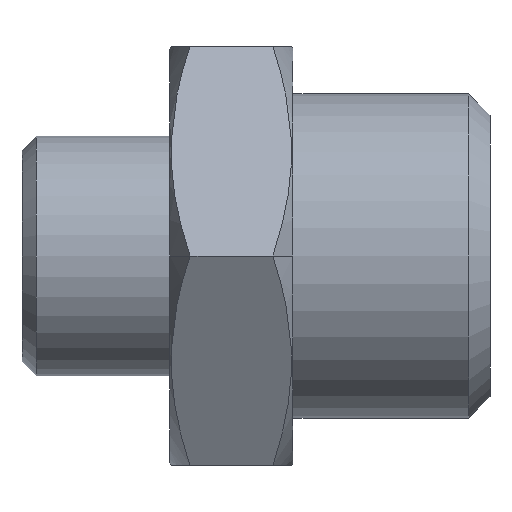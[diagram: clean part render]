
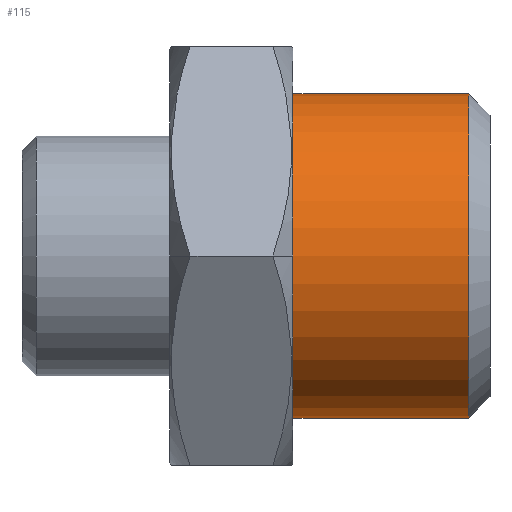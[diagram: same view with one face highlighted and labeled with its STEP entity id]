
A CAD part, left-side view. The second image highlights one B-rep face of the part: STEP entity #115.
In plain terms, the highlighted cylindrical face has radius 6.579 mm (diameter 13.157 mm), a partial arc.
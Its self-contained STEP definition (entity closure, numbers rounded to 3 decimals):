
#115=ADVANCED_FACE('',(#226),#227,.T.);
#226=FACE_OUTER_BOUND('',#327,.T.);
#227=CYLINDRICAL_SURFACE('',#328,6.579);
#327=EDGE_LOOP('',(#578,#579,#580,#581));
#328=AXIS2_PLACEMENT_3D('',#582,#583,#584);
#578=ORIENTED_EDGE('',*,*,#607,.T.);
#579=ORIENTED_EDGE('',*,*,#679,.F.);
#580=ORIENTED_EDGE('',*,*,#609,.T.);
#581=ORIENTED_EDGE('',*,*,#675,.T.);
#582=CARTESIAN_POINT('',(0.0,-2.1,0.0));
#583=DIRECTION('',(0.0,1.0,0.0));
#584=DIRECTION('',(0.0,0.0,-1.0));
#607=EDGE_CURVE('',#721,#722,#723,.T.);
#609=EDGE_CURVE('',#726,#724,#727,.T.);
#675=EDGE_CURVE('',#724,#721,#814,.T.);
#679=EDGE_CURVE('',#726,#722,#818,.T.);
#721=VERTEX_POINT('',#904);
#722=VERTEX_POINT('',#905);
#723=LINE('',#906,#907);
#724=VERTEX_POINT('',#908);
#726=VERTEX_POINT('',#910);
#727=LINE('',#911,#912);
#814=CIRCLE('',#1087,6.579);
#818=CIRCLE('',#1091,6.579);
#904=CARTESIAN_POINT('',(0.0,-2.5,-6.579));
#905=CARTESIAN_POINT('',(0.0,-9.644,-6.579));
#906=CARTESIAN_POINT('',(0.,-6.072,-6.579));
#907=VECTOR('',#1118,1.0);
#908=CARTESIAN_POINT('',(0.,-2.5,6.579));
#910=CARTESIAN_POINT('',(0.,-9.644,6.579));
#911=CARTESIAN_POINT('',(0.,-6.072,6.579));
#912=VECTOR('',#1122,1.0);
#1087=AXIS2_PLACEMENT_3D('',#1202,#1203,#1204);
#1091=AXIS2_PLACEMENT_3D('',#1205,#1206,#1207);
#1118=DIRECTION('',(0.0,-1.0,-0.0));
#1122=DIRECTION('',(0.0,1.0,0.0));
#1202=CARTESIAN_POINT('',(0.0,-2.5,0.0));
#1203=DIRECTION('',(0.0,-1.0,0.0));
#1204=DIRECTION('',(0.0,0.0,1.0));
#1205=CARTESIAN_POINT('',(0.0,-9.644,0.0));
#1206=DIRECTION('',(0.0,-1.0,0.0));
#1207=DIRECTION('',(0.0,0.0,1.0));
